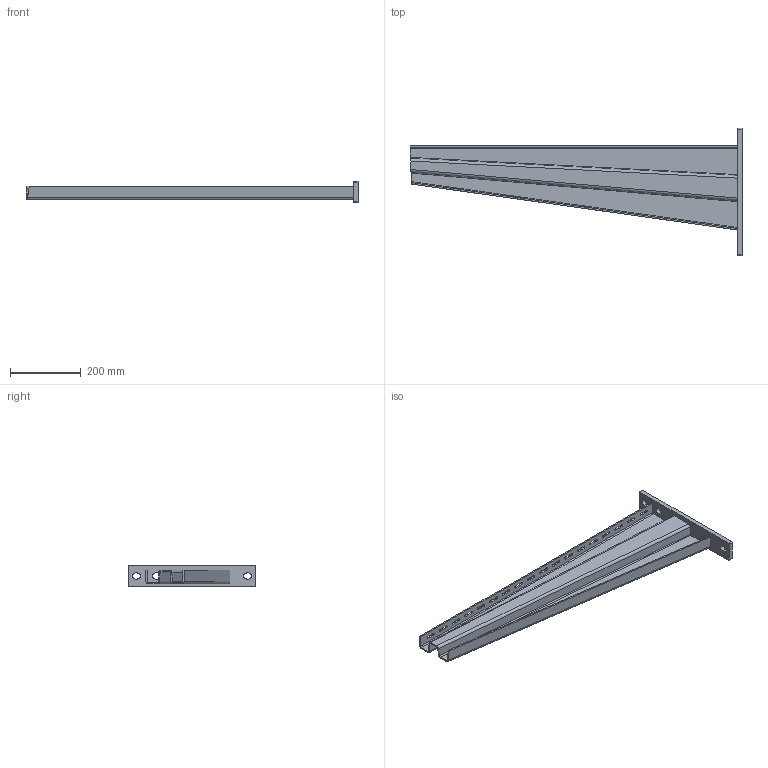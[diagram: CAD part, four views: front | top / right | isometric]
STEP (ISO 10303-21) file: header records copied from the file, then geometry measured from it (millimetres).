
FILE_DESCRIPTION (( 'STEP AP203' ), '1' );
FILE_NAME ('Êîíñîëü BBH-80_BBH8090HDZ.STEP', '2012-12-03T11:38:33', ( 'Àñååâ' ), ( '' ), 'SwSTEP 2.0', 'SolidWorks 2012', '' );
FILE_SCHEMA (( 'CONFIG_CONTROL_DESIGN' ));
Length unit declared in the file: millimetre
Products named in the file (1): Êîíñîëü BBH-80_BBH8090HDZ
Bounding box: 937.05 x 360 x 60 mm (x, y, z)
Volume: 1340018.7 mm3; surface area: 611738.5 mm2
Topology: 1 solids, 1 shells, 135 faces, 372 edges, 240 vertices
Faces by surface type: plane 72, cylinder 58, bspline 5
Entity records: 4581 total; most frequent: CARTESIAN_POINT 983, ORIENTED_EDGE 744, DIRECTION 700, EDGE_CURVE 372, VECTOR 246, LINE 246, VERTEX_POINT 240, AXIS2_PLACEMENT_3D 227
